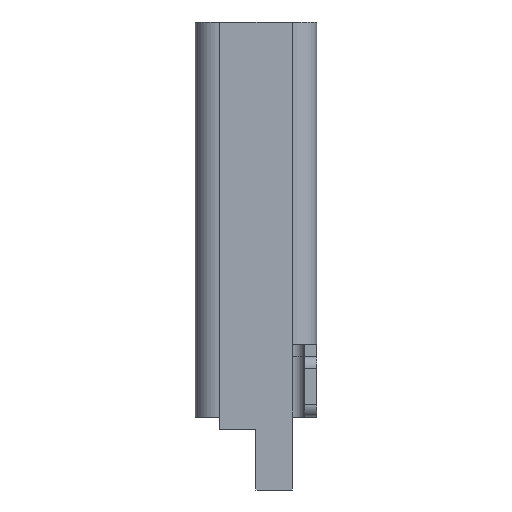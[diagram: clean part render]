
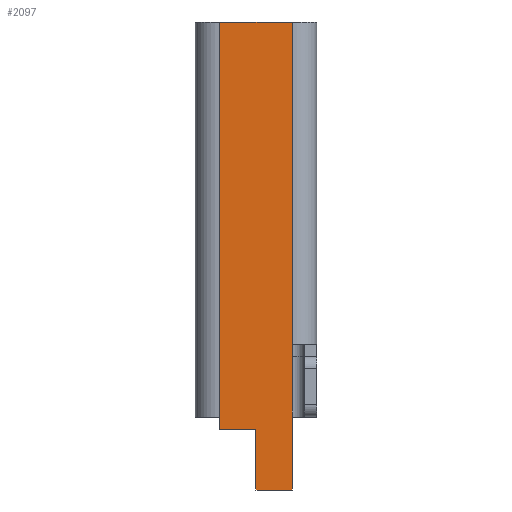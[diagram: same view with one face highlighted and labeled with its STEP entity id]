
A CAD part, front view. The second image highlights one B-rep face of the part: STEP entity #2097.
In plain terms, the highlighted planar face has unit normal (0, -1, 0).
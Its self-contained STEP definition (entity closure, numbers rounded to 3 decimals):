
#107=PLANE('',#2291);
#212=FACE_OUTER_BOUND('',#349,.T.);
#349=EDGE_LOOP('',(#1927,#1928,#1929,#1930,#1931,#1932,#1933,#1934,#1935,
#1936));
#416=LINE('',#3098,#627);
#419=LINE('',#3105,#630);
#497=LINE('',#3323,#708);
#500=LINE('',#3329,#711);
#503=LINE('',#3335,#714);
#505=LINE('',#3338,#716);
#507=LINE('',#3341,#718);
#548=LINE('',#3454,#759);
#561=LINE('',#3490,#772);
#562=LINE('',#3492,#773);
#627=VECTOR('',#2458,10.);
#630=VECTOR('',#2467,12.);
#708=VECTOR('',#2661,2.);
#711=VECTOR('',#2666,6.);
#714=VECTOR('',#2671,10.);
#716=VECTOR('',#2675,6.);
#718=VECTOR('',#2679,2.);
#759=VECTOR('',#2832,12.);
#772=VECTOR('',#2883,53.);
#773=VECTOR('',#2886,65.);
#946=VERTEX_POINT('',#3079);
#952=VERTEX_POINT('',#3096);
#953=VERTEX_POINT('',#3104);
#966=VERTEX_POINT('',#3135);
#1033=VERTEX_POINT('',#3311);
#1035=VERTEX_POINT('',#3321);
#1037=VERTEX_POINT('',#3327);
#1039=VERTEX_POINT('',#3333);
#1054=VERTEX_POINT('',#3451);
#1055=VERTEX_POINT('',#3453);
#1161=EDGE_CURVE('',#952,#946,#416,.T.);
#1164=EDGE_CURVE('',#946,#953,#419,.T.);
#1275=EDGE_CURVE('',#1033,#1035,#497,.T.);
#1278=EDGE_CURVE('',#1035,#1037,#500,.T.);
#1281=EDGE_CURVE('',#1037,#1039,#503,.T.);
#1283=EDGE_CURVE('',#1039,#953,#505,.T.);
#1285=EDGE_CURVE('',#966,#952,#507,.T.);
#1337=EDGE_CURVE('',#1055,#1054,#548,.T.);
#1355=EDGE_CURVE('',#1055,#966,#561,.T.);
#1356=EDGE_CURVE('',#1033,#1054,#562,.T.);
#1927=ORIENTED_EDGE('',*,*,#1355,.F.);
#1928=ORIENTED_EDGE('',*,*,#1337,.T.);
#1929=ORIENTED_EDGE('',*,*,#1356,.F.);
#1930=ORIENTED_EDGE('',*,*,#1275,.T.);
#1931=ORIENTED_EDGE('',*,*,#1278,.T.);
#1932=ORIENTED_EDGE('',*,*,#1281,.T.);
#1933=ORIENTED_EDGE('',*,*,#1283,.T.);
#1934=ORIENTED_EDGE('',*,*,#1164,.F.);
#1935=ORIENTED_EDGE('',*,*,#1161,.F.);
#1936=ORIENTED_EDGE('',*,*,#1285,.F.);
#2097=ADVANCED_FACE('',(#212),#107,.T.);
#2291=AXIS2_PLACEMENT_3D('',#3491,#2884,#2885);
#2458=DIRECTION('',(0.,0.,-1.));
#2467=DIRECTION('',(0.,0.,-1.));
#2661=DIRECTION('',(0.,0.,-1.));
#2666=DIRECTION('',(1.,0.,0.));
#2671=DIRECTION('',(0.,0.,-1.));
#2675=DIRECTION('',(1.,0.,0.));
#2679=DIRECTION('',(0.,0.,-1.));
#2832=DIRECTION('',(-1.,0.,0.));
#2883=DIRECTION('',(0.,0.,-1.));
#2884=DIRECTION('center_axis',(0.,-1.,0.));
#2885=DIRECTION('ref_axis',(0.,0.,-1.));
#2886=DIRECTION('',(0.,0.,1.));
#3079=CARTESIAN_POINT('',(8.46,-45.,-32.5));
#3096=CARTESIAN_POINT('',(8.46,-45.,-22.5));
#3098=CARTESIAN_POINT('',(8.46,-45.,0.));
#3104=CARTESIAN_POINT('',(8.46,-45.,-44.5));
#3105=CARTESIAN_POINT('',(8.46,-45.,0.));
#3135=CARTESIAN_POINT('',(8.46,-45.,-20.5));
#3311=CARTESIAN_POINT('',(-3.54,-45.,-32.5));
#3321=CARTESIAN_POINT('',(-3.54,-45.,-34.5));
#3323=CARTESIAN_POINT('',(-3.54,-45.,-32.5));
#3327=CARTESIAN_POINT('',(2.46,-45.,-34.5));
#3329=CARTESIAN_POINT('',(-3.54,-45.,-34.5));
#3333=CARTESIAN_POINT('',(2.46,-45.,-44.5));
#3335=CARTESIAN_POINT('',(2.46,-45.,-34.5));
#3338=CARTESIAN_POINT('',(2.46,-45.,-44.5));
#3341=CARTESIAN_POINT('',(8.46,-45.,0.));
#3451=CARTESIAN_POINT('',(-3.54,-45.,32.5));
#3453=CARTESIAN_POINT('',(8.46,-45.,32.5));
#3454=CARTESIAN_POINT('',(-7.54,-45.,32.5));
#3490=CARTESIAN_POINT('',(8.46,-45.,0.));
#3491=CARTESIAN_POINT('Origin',(12.46,-45.,0.));
#3492=CARTESIAN_POINT('',(-3.54,-45.,0.));
